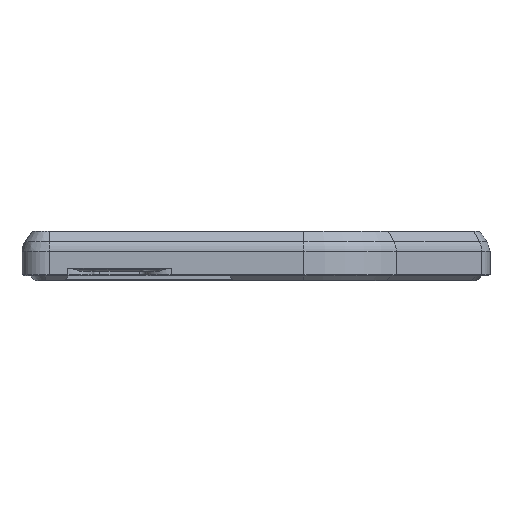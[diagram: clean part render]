
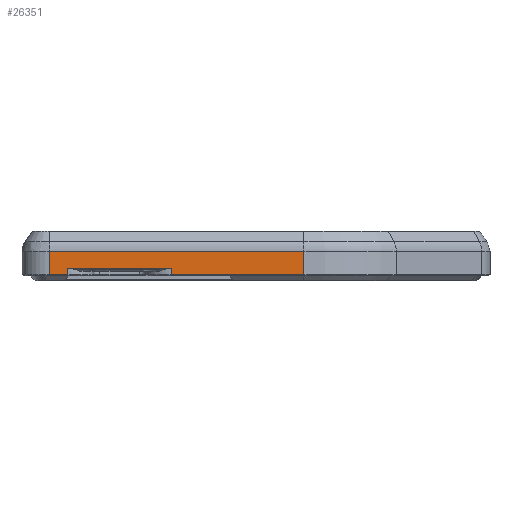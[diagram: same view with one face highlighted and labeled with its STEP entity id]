
A CAD part, left-side view. The second image highlights one B-rep face of the part: STEP entity #26351.
In plain terms, the highlighted planar face has unit normal (-1, 0, 0).
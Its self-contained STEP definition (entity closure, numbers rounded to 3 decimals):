
#1606=PLANE('',#27999);
#2910=FACE_OUTER_BOUND('',#4276,.T.);
#4276=EDGE_LOOP('',(#24519,#24520,#24521,#24522,#24523,#24524,#24525,#24526));
#6364=LINE('',#39414,#9763);
#7669=LINE('',#42528,#11068);
#7670=LINE('',#42534,#11069);
#7671=LINE('',#42536,#11070);
#7672=LINE('',#42537,#11071);
#7673=LINE('',#42539,#11072);
#7674=LINE('',#42540,#11073);
#7675=LINE('',#42541,#11074);
#9763=VECTOR('',#31842,10.);
#11068=VECTOR('',#34565,10.);
#11069=VECTOR('',#34572,10.);
#11070=VECTOR('',#34573,10.);
#11071=VECTOR('',#34574,10.);
#11072=VECTOR('',#34575,10.);
#11073=VECTOR('',#34576,10.);
#11074=VECTOR('',#34577,10.);
#12757=VERTEX_POINT('',#39411);
#12758=VERTEX_POINT('',#39413);
#13605=VERTEX_POINT('',#42524);
#13607=VERTEX_POINT('',#42527);
#13608=VERTEX_POINT('',#42532);
#13609=VERTEX_POINT('',#42533);
#13610=VERTEX_POINT('',#42535);
#13611=VERTEX_POINT('',#42538);
#15855=EDGE_CURVE('',#12757,#12758,#6364,.T.);
#17316=EDGE_CURVE('',#13605,#13607,#7669,.T.);
#17319=EDGE_CURVE('',#13608,#13609,#7670,.T.);
#17320=EDGE_CURVE('',#13610,#13608,#7671,.T.);
#17321=EDGE_CURVE('',#13610,#12758,#7672,.T.);
#17322=EDGE_CURVE('',#13611,#12757,#7673,.T.);
#17323=EDGE_CURVE('',#13607,#13611,#7674,.T.);
#17324=EDGE_CURVE('',#13609,#13605,#7675,.T.);
#24519=ORIENTED_EDGE('',*,*,#17319,.F.);
#24520=ORIENTED_EDGE('',*,*,#17320,.F.);
#24521=ORIENTED_EDGE('',*,*,#17321,.T.);
#24522=ORIENTED_EDGE('',*,*,#15855,.F.);
#24523=ORIENTED_EDGE('',*,*,#17322,.F.);
#24524=ORIENTED_EDGE('',*,*,#17323,.F.);
#24525=ORIENTED_EDGE('',*,*,#17316,.F.);
#24526=ORIENTED_EDGE('',*,*,#17324,.F.);
#26351=ADVANCED_FACE('',(#2910),#1606,.T.);
#27999=AXIS2_PLACEMENT_3D('',#42531,#34570,#34571);
#31842=DIRECTION('',(0.,-1.,0.));
#34565=DIRECTION('',(0.,0.,-1.));
#34570=DIRECTION('center_axis',(-1.,0.,0.));
#34571=DIRECTION('ref_axis',(0.,-1.,0.));
#34572=DIRECTION('',(0.,0.,1.));
#34573=DIRECTION('',(0.,1.,0.));
#34574=DIRECTION('',(0.,0.,1.));
#34575=DIRECTION('',(0.,0.,1.));
#34576=DIRECTION('',(0.,1.,0.));
#34577=DIRECTION('',(0.,1.,0.));
#39411=CARTESIAN_POINT('',(-6.,-3.,13.139));
#39413=CARTESIAN_POINT('',(-6.,-77.,13.139));
#39414=CARTESIAN_POINT('',(-6.,-18.017,13.139));
#42524=CARTESIAN_POINT('',(-6.,-8.373,8.166));
#42527=CARTESIAN_POINT('',(-6.,-8.373,6.4));
#42528=CARTESIAN_POINT('',(-6.,-8.373,1.883));
#42531=CARTESIAN_POINT('Origin',(-6.,-3.,0.));
#42532=CARTESIAN_POINT('',(-6.,-38.373,6.4));
#42533=CARTESIAN_POINT('',(-6.,-38.373,8.166));
#42534=CARTESIAN_POINT('',(-6.,-38.373,3.883));
#42535=CARTESIAN_POINT('',(-6.,-77.,6.4));
#42536=CARTESIAN_POINT('',(-6.,-33.033,6.4));
#42537=CARTESIAN_POINT('',(-6.,-77.,0.));
#42538=CARTESIAN_POINT('',(-6.,-3.,6.4));
#42539=CARTESIAN_POINT('',(-6.,-3.,0.));
#42540=CARTESIAN_POINT('',(-6.,-33.033,6.4));
#42541=CARTESIAN_POINT('',(-6.,-9.436,8.166));
